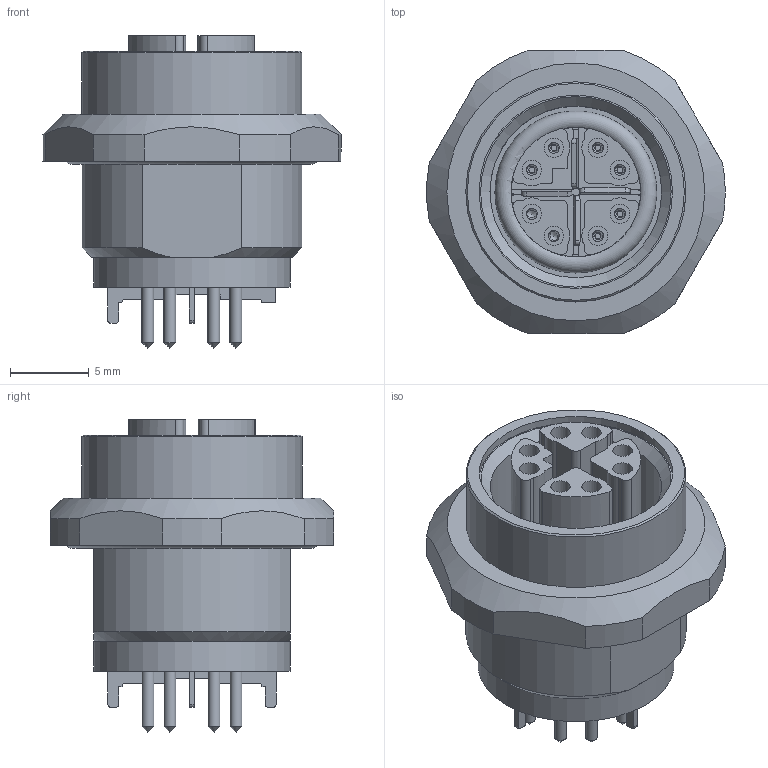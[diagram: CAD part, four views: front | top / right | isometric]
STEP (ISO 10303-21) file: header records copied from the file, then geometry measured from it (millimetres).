
FILE_DESCRIPTION(/* description */ (''),/* implementation_level */ '2;1');
FILE_NAME(/* name */ '43-02758_43K1A2867.stp',/* time_stamp */ '2016-07-14T13:21:49+02:00',/* author */ ('paulwiller'),/* organization */ (''),/* preprocessor_version */ 'ST-DEVELOPER v15.6',/* originating_system */ 'Autodesk Inventor 2015',/* authorisation */ '');
FILE_SCHEMA (('AUTOMOTIVE_DESIGN { 1 0 10303 214 3 1 1 }'));
Length unit declared in the file: millimetre
Products named in the file (1): Bauteil2
Bounding box: 18.98 x 18 x 19.9 mm (x, y, z)
Volume: 1833.4 mm3; surface area: 3331.4 mm2
Topology: 1 solids, 4 shells, 591 faces, 1414 edges, 846 vertices
Faces by surface type: plane 300, cylinder 191, bspline 41, torus 32, cone 27
Full cylindrical faces by diameter (mm): 0.7 x8, 0.75 x8, 1.2 x12, 1.24 x8, 1.35 x12, 8.25 x2, 8.4 x1, 10.92 x1, 11.4 x1, 12.3 x1, 12.5 x1, 14 x2
Entity records: 17579 total; most frequent: CARTESIAN_POINT 3982, DIRECTION 2754, ORIENTED_EDGE 2530, EDGE_CURVE 1263, AXIS2_PLACEMENT_3D 1054, VERTEX_POINT 807, EDGE_LOOP 730, LINE 646
